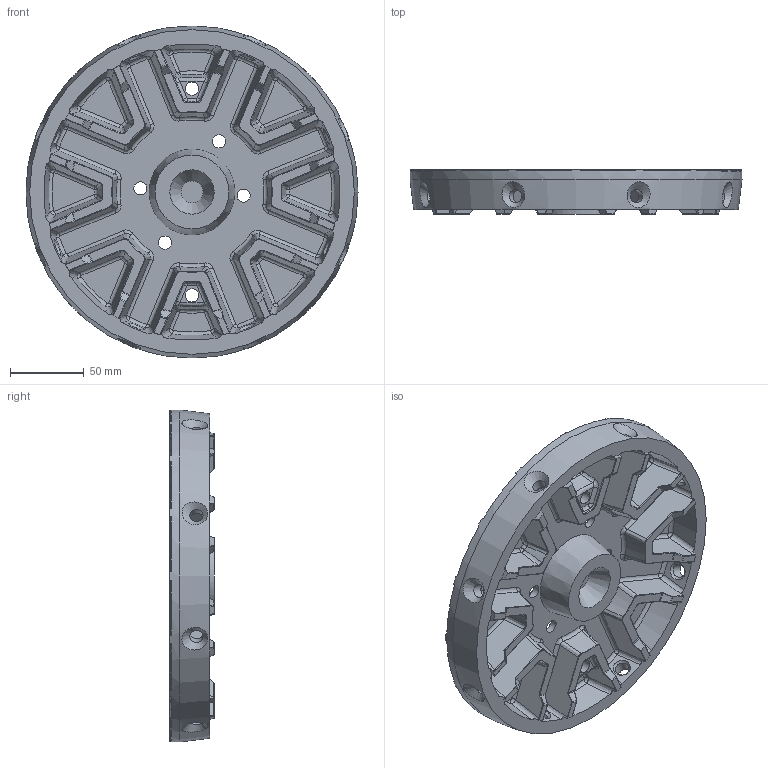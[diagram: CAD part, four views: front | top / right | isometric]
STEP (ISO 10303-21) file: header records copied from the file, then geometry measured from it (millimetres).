
FILE_DESCRIPTION(/* description */ (''),/* implementation_level */ '2;1');
FILE_NAME(/* name */ 'DUBA-BASLIGI-Q220.stp',/* time_stamp */ '2019-12-24T15:35:34+03:00',/* author */ (''),/* organization */ (''),/* preprocessor_version */ 'ST-DEVELOPER v16.7',/* originating_system */ 'SIEMENS PLM Software NX 12.0',/* authorisation */ '');
FILE_SCHEMA (('AUTOMOTIVE_DESIGN { 1 0 10303 214 3 1 1 1 }'));
Length unit declared in the file: millimetre
Products named in the file (1): ARGE4C40F78B05md
Bounding box: 225 x 30 x 225 mm (x, y, z)
Volume: 612931.9 mm3; surface area: 134213.1 mm2
Topology: 1 solids, 1 shells, 1095 faces, 2717 edges, 1627 vertices
Faces by surface type: bspline 535, cylinder 197, plane 155, torus 122, cone 82, sphere 4
Full cylindrical faces by diameter (mm): 9 x14, 15 x2, 225 x1
Entity records: 52915 total; most frequent: CARTESIAN_POINT 31472, ORIENTED_EDGE 5294, DIRECTION 3317, EDGE_CURVE 2647, VERTEX_POINT 1604, AXIS2_PLACEMENT_3D 1479, B_SPLINE_CURVE_WITH_KNOTS 1370, EDGE_LOOP 1173
